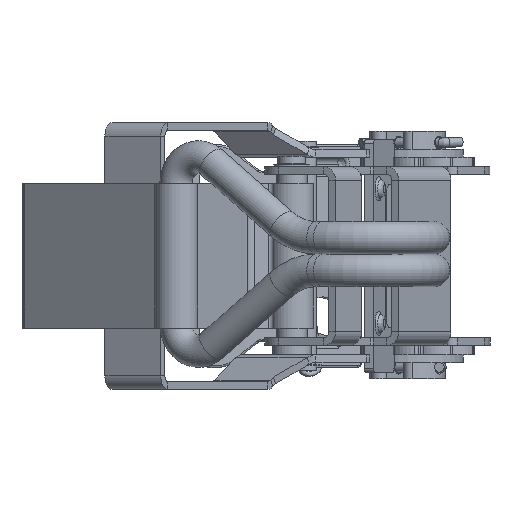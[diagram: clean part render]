
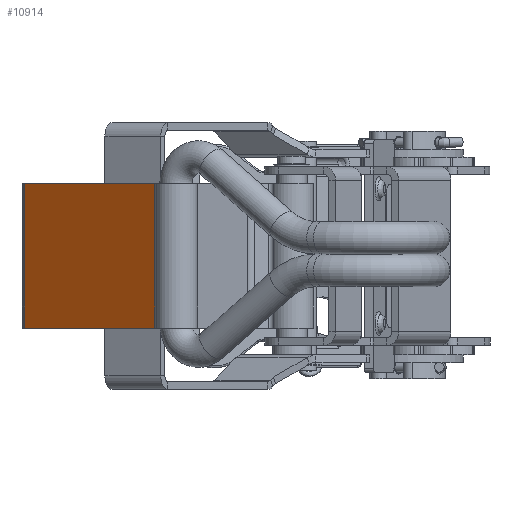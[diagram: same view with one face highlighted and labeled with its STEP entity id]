
A CAD part, left-side view. The second image highlights one B-rep face of the part: STEP entity #10914.
In plain terms, the highlighted face is planar.
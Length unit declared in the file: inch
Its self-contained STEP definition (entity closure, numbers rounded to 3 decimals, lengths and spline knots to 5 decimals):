
#364=PLANE('',#11824);
#862=FACE_OUTER_BOUND('',#1580,.T.);
#1580=EDGE_LOOP('',(#8246,#8247,#8248,#8249));
#2322=LINE('',#19229,#3167);
#2340=LINE('',#19298,#3185);
#2341=LINE('',#19301,#3186);
#2342=LINE('',#19302,#3187);
#3167=VECTOR('',#13938,1.74916);
#3185=VECTOR('',#13998,1.476);
#3186=VECTOR('',#14001,1.74916);
#3187=VECTOR('',#14002,1.476);
#4832=VERTEX_POINT('',#19226);
#4833=VERTEX_POINT('',#19228);
#4863=VERTEX_POINT('',#19296);
#4864=VERTEX_POINT('',#19300);
#6053=EDGE_CURVE('',#4832,#4833,#2322,.T.);
#6088=EDGE_CURVE('',#4863,#4832,#2340,.T.);
#6089=EDGE_CURVE('',#4864,#4863,#2341,.T.);
#6090=EDGE_CURVE('',#4864,#4833,#2342,.T.);
#8246=ORIENTED_EDGE('',*,*,#6088,.F.);
#8247=ORIENTED_EDGE('',*,*,#6089,.F.);
#8248=ORIENTED_EDGE('',*,*,#6090,.T.);
#8249=ORIENTED_EDGE('',*,*,#6053,.F.);
#10914=ADVANCED_FACE('',(#862),#364,.T.);
#11824=AXIS2_PLACEMENT_3D('',#19299,#13999,#14000);
#13938=DIRECTION('',(0.144,0.,0.99));
#13998=DIRECTION('',(0.,-1.,0.));
#13999=DIRECTION('center_axis',(0.99,0.,-0.144));
#14000=DIRECTION('ref_axis',(-0.144,0.,-0.99));
#14001=DIRECTION('',(-0.144,0.,-0.99));
#14002=DIRECTION('',(0.,-1.,0.));
#19226=CARTESIAN_POINT('',(4.8157,-0.738,-0.20856));
#19228=CARTESIAN_POINT('',(5.06699,-0.738,1.52246));
#19229=CARTESIAN_POINT('',(4.8157,-0.738,-0.20856));
#19296=CARTESIAN_POINT('',(4.8157,0.738,-0.20856));
#19298=CARTESIAN_POINT('',(4.8157,0.,-0.20856));
#19299=CARTESIAN_POINT('Origin',(5.06699,0.,1.52246));
#19300=CARTESIAN_POINT('',(5.06699,0.738,1.52246));
#19301=CARTESIAN_POINT('',(4.8157,0.738,-0.20856));
#19302=CARTESIAN_POINT('',(5.06699,0.,1.52246));
